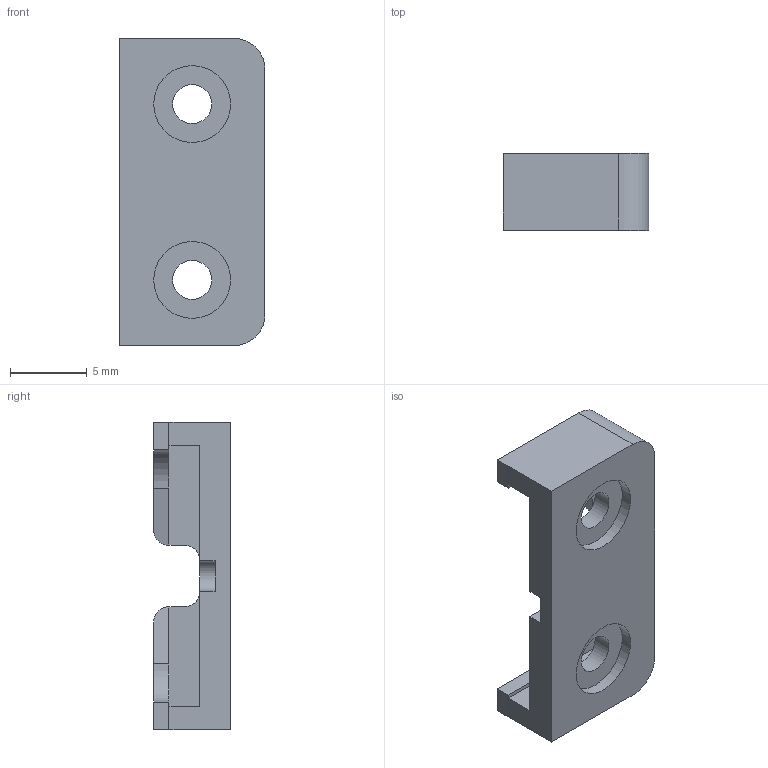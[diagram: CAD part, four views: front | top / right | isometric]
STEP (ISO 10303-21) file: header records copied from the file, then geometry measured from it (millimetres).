
FILE_DESCRIPTION(/* description */ (''),/* implementation_level */ '2;1');
FILE_NAME(/* name */ 'HELMUTE Mic Enclosure v13.step',/* time_stamp */ '2025-05-15T08:57:32-04:00',/* author */ (''),/* organization */ (''),/* preprocessor_version */ 'ST-DEVELOPER v20.1',/* originating_system */ 'Autodesk Translation Framework v14.4.0.0',/* authorisation */ '');
FILE_SCHEMA (('AUTOMOTIVE_DESIGN { 1 0 10303 214 3 1 1 }'));
Length unit declared in the file: millimetre
Products named in the file (2): HELMUTE Mic Enclosure; Mic Base
Assembly tree (1 placements, depth 2):
  HELMUTE Mic Enclosure
    Mic Base
Bounding box: 9.5 x 5 x 20 mm (x, y, z)
Volume: 470.6 mm3; surface area: 754 mm2
Topology: 1 solids, 1 shells, 42 faces, 110 edges, 72 vertices
Faces by surface type: plane 29, cylinder 13
Full cylindrical faces by diameter (mm): 2.54 x2, 5 x2
Entity records: 1349 total; most frequent: CARTESIAN_POINT 227, DIRECTION 226, ORIENTED_EDGE 220, EDGE_CURVE 110, LINE 84, VECTOR 84, VERTEX_POINT 72, AXIS2_PLACEMENT_3D 71
